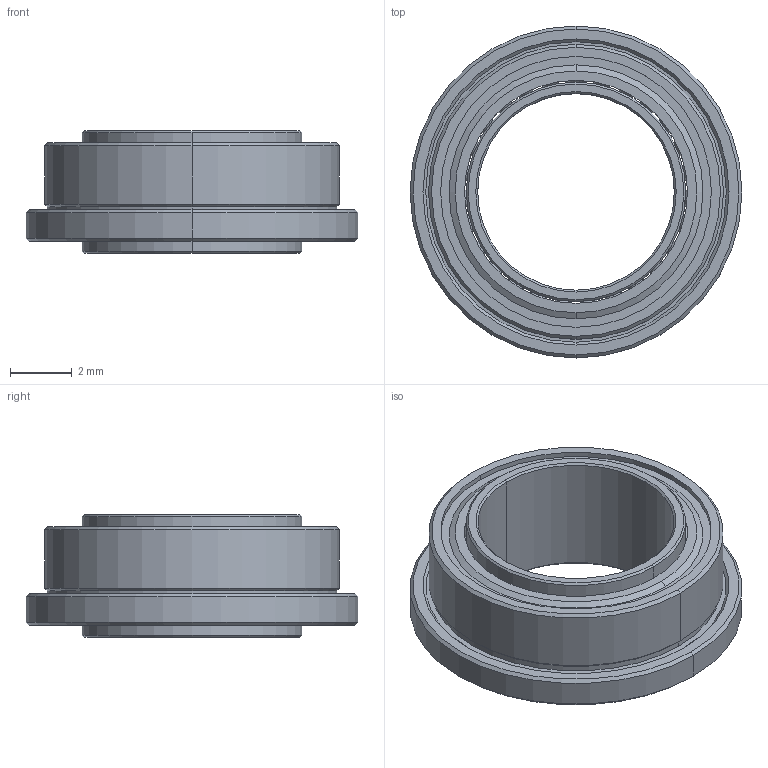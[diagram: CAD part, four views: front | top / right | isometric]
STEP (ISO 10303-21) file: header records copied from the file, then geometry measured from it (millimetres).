
FILE_DESCRIPTION (( 'STEP AP203' ), '1' );
FILE_NAME ('57155K336_Stainless Steel Ball Bearing.STEP', '2021-07-08T10:34:33', ( 'Administrator' ), ( 'Managed by Terraform' ), 'SwSTEP 2.0', 'SolidWorks 2017', '' );
FILE_SCHEMA (( 'CONFIG_CONTROL_DESIGN' ));
Length unit declared in the file: inch
Products named in the file (1): 57155K336_Stainless Steel Ball Bearing
Bounding box: 10.72 x 10.72 x 3.96 mm (x, y, z)
Volume: 106.3 mm3; surface area: 576.5 mm2
Topology: 31 solids, 31 shells, 130 faces, 341 edges, 227 vertices
Faces by surface type: sphere 54, cylinder 28, cone 26, plane 16, torus 6
Entity records: 3105 total; most frequent: DIRECTION 620, CARTESIAN_POINT 483, ORIENTED_EDGE 412, AXIS2_PLACEMENT_3D 283, EDGE_CURVE 206, CIRCLE 152, VERTEX_POINT 146, EDGE_LOOP 146
